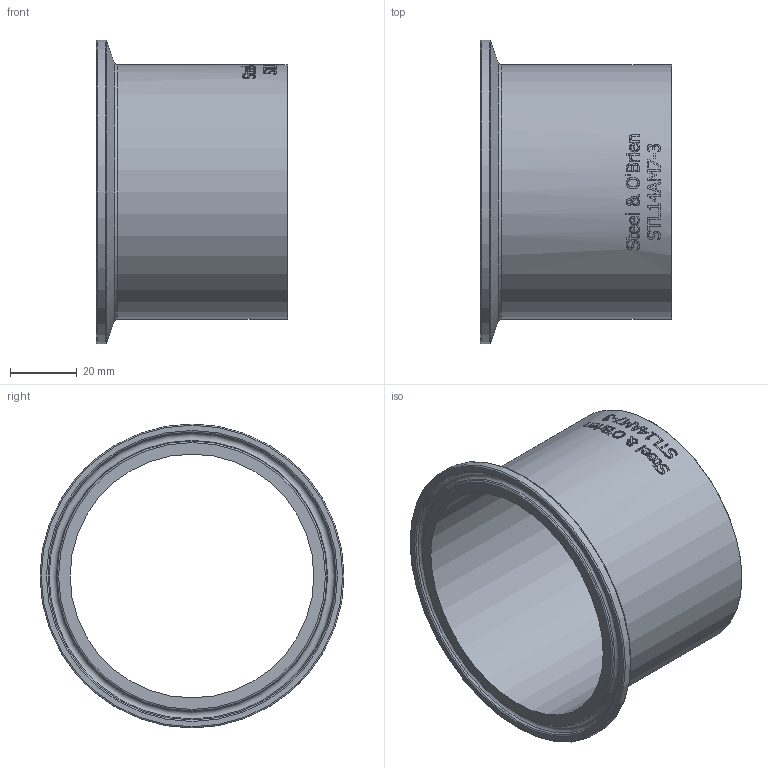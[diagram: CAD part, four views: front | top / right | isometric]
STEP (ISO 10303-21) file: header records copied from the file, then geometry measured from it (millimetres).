
FILE_DESCRIPTION(/* description */ (''),/* implementation_level */ '2;1');
FILE_NAME(/* name */ 'STL14AM7-3.stp',/* time_stamp */ '2018-11-16T16:13:29-05:00',/* author */ ('ken'),/* organization */ (''),/* preprocessor_version */ 'ST-DEVELOPER v15.2',/* originating_system */ 'Autodesk Inventor 2014',/* authorisation */ '');
FILE_SCHEMA (('AUTOMOTIVE_DESIGN { 1 0 10303 214 3 1 1 }'));
Length unit declared in the file: inch
Products named in the file (1): STL14AM7-3
Bounding box: 57.15 x 90.91 x 90.91 mm (x, y, z)
Volume: 29199.1 mm3; surface area: 31339.2 mm2
Topology: 1 solids, 1 shells, 371 faces, 991 edges, 657 vertices
Faces by surface type: plane 168, bspline 155, cylinder 37, torus 8, cone 3
Full cylindrical faces by diameter (mm): 72.898 x1, 76.2 x1, 90.907 x1
Entity records: 14301 total; most frequent: CARTESIAN_POINT 5891, ORIENTED_EDGE 1954, DIRECTION 1314, EDGE_CURVE 977, VERTEX_POINT 657, LINE 454, VECTOR 454, AXIS2_PLACEMENT_3D 430
